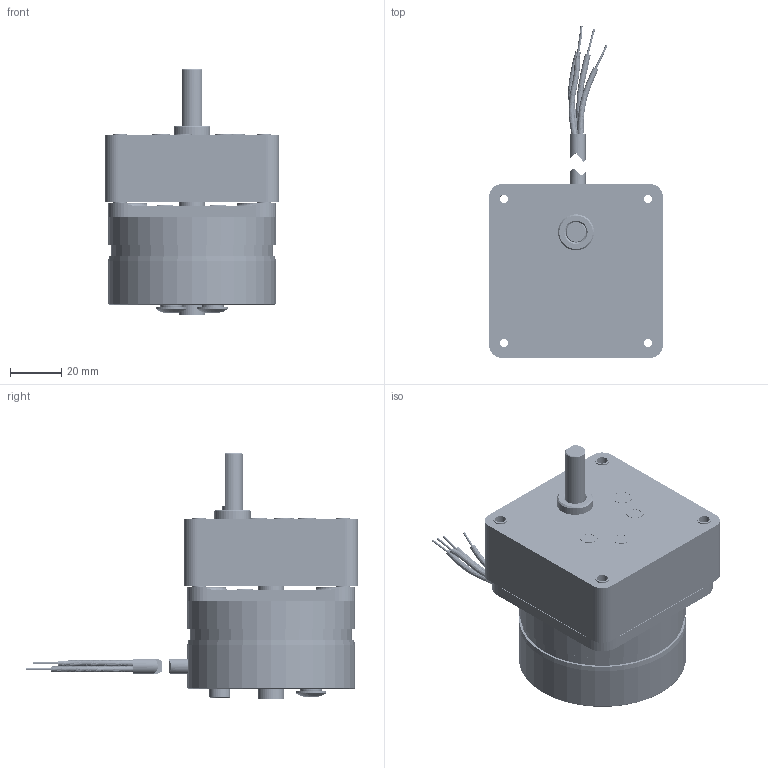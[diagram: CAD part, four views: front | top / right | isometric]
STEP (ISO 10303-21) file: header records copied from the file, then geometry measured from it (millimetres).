
FILE_DESCRIPTION((''),'2;1');
FILE_NAME('ZG_16_000001_ASM16FG05_Li_Ra_IP20_FL_Rev0.stp','2015-07-16T09:43:01',('Zeichen-PC'),(''),'Autodesk Inventor 2010','Autodesk Inventor 2010','');
FILE_SCHEMA(('AUTOMOTIVE_DESIGN { 1 0 10303 214 1 1 1 1 }'));
Length unit declared in the file: millimetre
Products named in the file (17): ZG_16_000001_ASM16FG05_Li_Ra_IP20_FL_Rev0; AFG-05_Welle_FL_20,5; FG-Antriebsseite; FG-Abstandhalter; FG-Abtriebsseite; FG-Gehaeusedeckel; ZG_16_000001_ASM16_LI_RA_Rev0-kopie; Statorpaket_ZG-500210-Rev1_2-10; Statorblech_ZG-500210_BlechEinzel; Motorflansch-A-Metall; 5010-Welle5mm45; DIN EN 24035 M4; LagerschaleB3-ZG-Rev1-0; LochNippel; DIN EN ISO 1207 M4 x 10; Kabel-Oelflex4Adern
Assembly tree (55 placements, depth 4):
  ZG_16_000001_ASM16FG05_Li_Ra_IP20_FL_Rev0
    AFG-05_Welle_FL_20,5
      FG-Antriebsseite
      FG-Abstandhalter  x4
      FG-Abtriebsseite
      FG-Gehaeusedeckel
      AFG-05_Welle_FL_20,5
    ZG_16_000001_ASM16_LI_RA_Rev0-kopie
      Statorpaket_ZG-500210-Rev1_2-10
        Statorblech_ZG-500210_BlechEinzel  x30
      Motorflansch-A-Metall
      5010-Welle5mm45
      DIN EN 24035 M4  x4
      LagerschaleB3-ZG-Rev1-0
      LochNippel  x2
      DIN EN ISO 1207 M4 x 10  x4
      Kabel-Oelflex4Adern
Bounding box: 67.5 x 128.95 x 95.5 mm (x, y, z)
Volume: 112599.1 mm3; surface area: 155174.2 mm2
Topology: 53 solids, 53 shells, 4690 faces, 11990 edges, 7958 vertices
Faces by surface type: cylinder 2800, plane 1734, bspline 88, cone 49, torus 19
Full cylindrical faces by diameter (mm): 0.8 x3, 0.83 x1, 1.6 x480, 2.5 x2, 3.571 x4, 4 x4, 4.1 x240, 4.4 x4, 4.5 x3, 4.839 x8, 5 x9, 5.391 x8, 5.5 x1, 6 x3, 6.5 x1, 7 x3, 8 x8, 8.5 x2, 10 x2, 12 x2, 12.009 x2, 14 x2, 15 x4, 15.5 x1, 16 x1, 59 x1, 61 x2, 63 x32, 65 x2
Entity records: 17310 total; most frequent: CARTESIAN_POINT 4963, DIRECTION 2549, ORIENTED_EDGE 2096, AXIS2_PLACEMENT_3D 1058, EDGE_CURVE 1048, EDGE_LOOP 807, VERTEX_POINT 753, FACE_OUTER_BOUND 524
